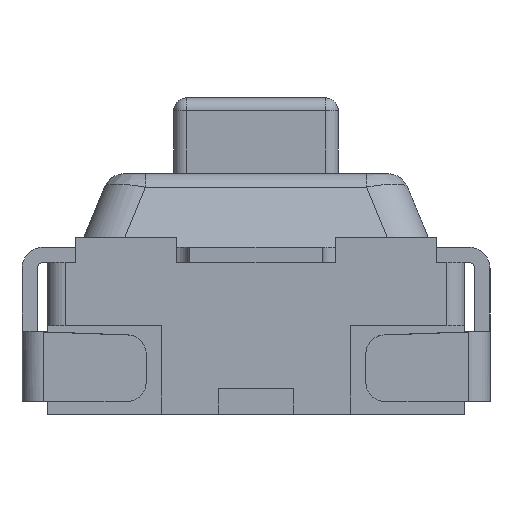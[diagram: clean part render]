
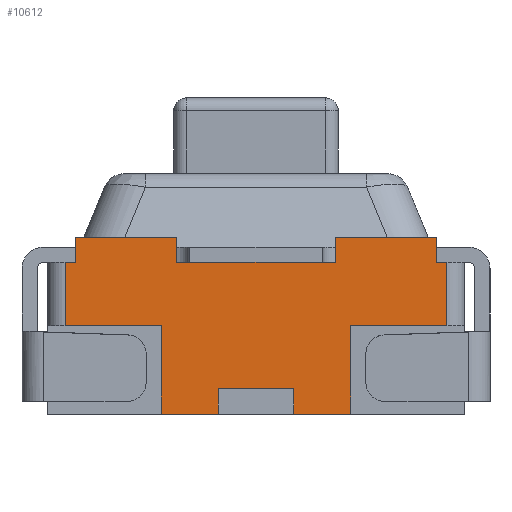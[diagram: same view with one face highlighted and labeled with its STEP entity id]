
A CAD part, left-side view. The second image highlights one B-rep face of the part: STEP entity #10612.
In plain terms, the highlighted planar face has unit normal (-1, 0, 0).
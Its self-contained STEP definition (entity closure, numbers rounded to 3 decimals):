
#409=PLANE('',#11444);
#1192=LINE('',#16860,#2244);
#1258=LINE('',#17084,#2310);
#1286=LINE('',#17192,#2338);
#1287=LINE('',#17195,#2339);
#1288=LINE('',#17196,#2340);
#1289=LINE('',#17198,#2341);
#1290=LINE('',#17200,#2342);
#1291=LINE('',#17201,#2343);
#1292=LINE('',#17203,#2344);
#1293=LINE('',#17205,#2345);
#1294=LINE('',#17207,#2346);
#1295=LINE('',#17209,#2347);
#1296=LINE('',#17211,#2348);
#1297=LINE('',#17213,#2349);
#1298=LINE('',#17215,#2350);
#1299=LINE('',#17217,#2351);
#1300=LINE('',#17219,#2352);
#1301=LINE('',#17221,#2353);
#1302=LINE('',#17223,#2354);
#1303=LINE('',#17225,#2355);
#2244=VECTOR('',#13229,1000.);
#2310=VECTOR('',#13385,1000.);
#2338=VECTOR('',#13455,1000.);
#2339=VECTOR('',#13456,1000.);
#2340=VECTOR('',#13457,1000.);
#2341=VECTOR('',#13458,1000.);
#2342=VECTOR('',#13459,1000.);
#2343=VECTOR('',#13460,1000.);
#2344=VECTOR('',#13461,1000.);
#2345=VECTOR('',#13462,1000.);
#2346=VECTOR('',#13463,1000.);
#2347=VECTOR('',#13464,1000.);
#2348=VECTOR('',#13465,1000.);
#2349=VECTOR('',#13466,1000.);
#2350=VECTOR('',#13467,1000.);
#2351=VECTOR('',#13468,1000.);
#2352=VECTOR('',#13469,1000.);
#2353=VECTOR('',#13470,1000.);
#2354=VECTOR('',#13471,1000.);
#2355=VECTOR('',#13472,1000.);
#4369=ORIENTED_EDGE('',*,*,#6880,.F.);
#4370=ORIENTED_EDGE('',*,*,#6881,.T.);
#4371=ORIENTED_EDGE('',*,*,#6740,.T.);
#4372=ORIENTED_EDGE('',*,*,#6882,.T.);
#4373=ORIENTED_EDGE('',*,*,#6883,.F.);
#4374=ORIENTED_EDGE('',*,*,#6884,.T.);
#4375=ORIENTED_EDGE('',*,*,#6836,.T.);
#4376=ORIENTED_EDGE('',*,*,#6885,.T.);
#4377=ORIENTED_EDGE('',*,*,#6886,.F.);
#4378=ORIENTED_EDGE('',*,*,#6887,.F.);
#4379=ORIENTED_EDGE('',*,*,#6888,.F.);
#4380=ORIENTED_EDGE('',*,*,#6889,.F.);
#4381=ORIENTED_EDGE('',*,*,#6890,.F.);
#4382=ORIENTED_EDGE('',*,*,#6891,.T.);
#4383=ORIENTED_EDGE('',*,*,#6892,.F.);
#4384=ORIENTED_EDGE('',*,*,#6893,.F.);
#4385=ORIENTED_EDGE('',*,*,#6894,.F.);
#4386=ORIENTED_EDGE('',*,*,#6895,.F.);
#4387=ORIENTED_EDGE('',*,*,#6896,.T.);
#4388=ORIENTED_EDGE('',*,*,#6897,.T.);
#6740=EDGE_CURVE('',#8111,#8112,#1192,.T.);
#6836=EDGE_CURVE('',#8200,#8203,#1258,.T.);
#6880=EDGE_CURVE('',#8239,#8240,#1286,.T.);
#6881=EDGE_CURVE('',#8239,#8111,#1287,.T.);
#6882=EDGE_CURVE('',#8112,#8241,#1288,.T.);
#6883=EDGE_CURVE('',#8242,#8241,#1289,.T.);
#6884=EDGE_CURVE('',#8242,#8200,#1290,.T.);
#6885=EDGE_CURVE('',#8203,#8243,#1291,.T.);
#6886=EDGE_CURVE('',#8244,#8243,#1292,.T.);
#6887=EDGE_CURVE('',#8245,#8244,#1293,.F.);
#6888=EDGE_CURVE('',#8246,#8245,#1294,.T.);
#6889=EDGE_CURVE('',#8247,#8246,#1295,.T.);
#6890=EDGE_CURVE('',#8248,#8247,#1296,.T.);
#6891=EDGE_CURVE('',#8248,#8249,#1297,.T.);
#6892=EDGE_CURVE('',#8250,#8249,#1298,.T.);
#6893=EDGE_CURVE('',#8251,#8250,#1299,.T.);
#6894=EDGE_CURVE('',#8252,#8251,#1300,.T.);
#6895=EDGE_CURVE('',#8253,#8252,#1301,.T.);
#6896=EDGE_CURVE('',#8253,#8254,#1302,.T.);
#6897=EDGE_CURVE('',#8254,#8240,#1303,.F.);
#8111=VERTEX_POINT('',#16861);
#8112=VERTEX_POINT('',#16862);
#8200=VERTEX_POINT('',#17077);
#8203=VERTEX_POINT('',#17083);
#8239=VERTEX_POINT('',#17193);
#8240=VERTEX_POINT('',#17194);
#8241=VERTEX_POINT('',#17197);
#8242=VERTEX_POINT('',#17199);
#8243=VERTEX_POINT('',#17202);
#8244=VERTEX_POINT('',#17204);
#8245=VERTEX_POINT('',#17206);
#8246=VERTEX_POINT('',#17208);
#8247=VERTEX_POINT('',#17210);
#8248=VERTEX_POINT('',#17212);
#8249=VERTEX_POINT('',#17214);
#8250=VERTEX_POINT('',#17216);
#8251=VERTEX_POINT('',#17218);
#8252=VERTEX_POINT('',#17220);
#8253=VERTEX_POINT('',#17222);
#8254=VERTEX_POINT('',#17224);
#9253=EDGE_LOOP('',(#4369,#4370,#4371,#4372,#4373,#4374,#4375,#4376,#4377,
#4378,#4379,#4380,#4381,#4382,#4383,#4384,#4385,#4386,#4387,#4388));
#9843=FACE_BOUND('',#9253,.T.);
#10612=ADVANCED_FACE('',(#9843),#409,.F.);
#11444=AXIS2_PLACEMENT_3D('',#17191,#13453,#13454);
#13229=DIRECTION('',(0.,1.,0.));
#13385=DIRECTION('',(0.,1.,0.));
#13453=DIRECTION('',(1.,0.,0.));
#13454=DIRECTION('',(0.,1.,0.));
#13455=DIRECTION('',(0.,-1.,0.));
#13456=DIRECTION('',(0.,0.,1.));
#13457=DIRECTION('',(0.,0.,-1.));
#13458=DIRECTION('',(0.,-1.,0.));
#13459=DIRECTION('',(0.,0.,1.));
#13460=DIRECTION('',(0.,0.,-1.));
#13461=DIRECTION('',(0.,-1.,0.));
#13462=DIRECTION('',(0.,0.,-1.));
#13463=DIRECTION('',(0.,1.,0.));
#13464=DIRECTION('',(0.,0.,1.));
#13465=DIRECTION('',(0.,1.,0.));
#13466=DIRECTION('',(0.,0.,1.));
#13467=DIRECTION('',(0.,1.,0.));
#13468=DIRECTION('',(0.,0.,1.));
#13469=DIRECTION('',(0.,1.,0.));
#13470=DIRECTION('',(0.,0.,-1.));
#13471=DIRECTION('',(0.,-1.,0.));
#13472=DIRECTION('',(0.,0.,-1.));
#16860=CARTESIAN_POINT('',(2419.182,680.016,1.1));
#16861=CARTESIAN_POINT('',(2419.182,678.591,1.1));
#16862=CARTESIAN_POINT('',(2419.182,679.391,1.1));
#17077=CARTESIAN_POINT('',(2419.182,680.641,1.1));
#17083=CARTESIAN_POINT('',(2419.182,681.441,1.1));
#17084=CARTESIAN_POINT('',(2419.182,680.016,1.1));
#17191=CARTESIAN_POINT('',(2419.182,680.016,0.55));
#17192=CARTESIAN_POINT('',(2419.182,678.591,0.9));
#17193=CARTESIAN_POINT('',(2419.182,678.591,0.9));
#17194=CARTESIAN_POINT('',(2419.182,678.506,0.9));
#17195=CARTESIAN_POINT('',(2419.182,678.591,0.9));
#17196=CARTESIAN_POINT('',(2419.182,679.391,1.1));
#17197=CARTESIAN_POINT('',(2419.182,679.391,0.9));
#17198=CARTESIAN_POINT('',(2419.182,680.641,0.9));
#17199=CARTESIAN_POINT('',(2419.182,680.641,0.9));
#17200=CARTESIAN_POINT('',(2419.182,680.641,0.55));
#17201=CARTESIAN_POINT('',(2419.182,681.441,0.55));
#17202=CARTESIAN_POINT('',(2419.182,681.441,0.9));
#17203=CARTESIAN_POINT('',(2419.182,681.516,0.9));
#17204=CARTESIAN_POINT('',(2419.182,681.526,0.9));
#17205=CARTESIAN_POINT('',(2419.182,681.526,0.65));
#17206=CARTESIAN_POINT('',(2419.182,681.526,0.4));
#17207=CARTESIAN_POINT('',(2419.182,680.016,0.4));
#17208=CARTESIAN_POINT('',(2419.182,680.766,0.4));
#17209=CARTESIAN_POINT('',(2419.182,680.766,0.2));
#17210=CARTESIAN_POINT('',(2419.182,680.766,-0.3));
#17211=CARTESIAN_POINT('',(2419.182,680.316,-0.3));
#17212=CARTESIAN_POINT('',(2419.182,680.316,-0.3));
#17213=CARTESIAN_POINT('',(2419.182,680.316,-0.3));
#17214=CARTESIAN_POINT('',(2419.182,680.316,-0.1));
#17215=CARTESIAN_POINT('',(2419.182,680.316,-0.1));
#17216=CARTESIAN_POINT('',(2419.182,679.716,-0.1));
#17217=CARTESIAN_POINT('',(2419.182,679.716,-0.3));
#17218=CARTESIAN_POINT('',(2419.182,679.716,-0.3));
#17219=CARTESIAN_POINT('',(2419.182,679.266,-0.3));
#17220=CARTESIAN_POINT('',(2419.182,679.266,-0.3));
#17221=CARTESIAN_POINT('',(2419.182,679.266,0.4));
#17222=CARTESIAN_POINT('',(2419.182,679.266,0.4));
#17223=CARTESIAN_POINT('',(2419.182,680.016,0.4));
#17224=CARTESIAN_POINT('',(2419.182,678.506,0.4));
#17225=CARTESIAN_POINT('',(2419.182,678.506,0.65));
